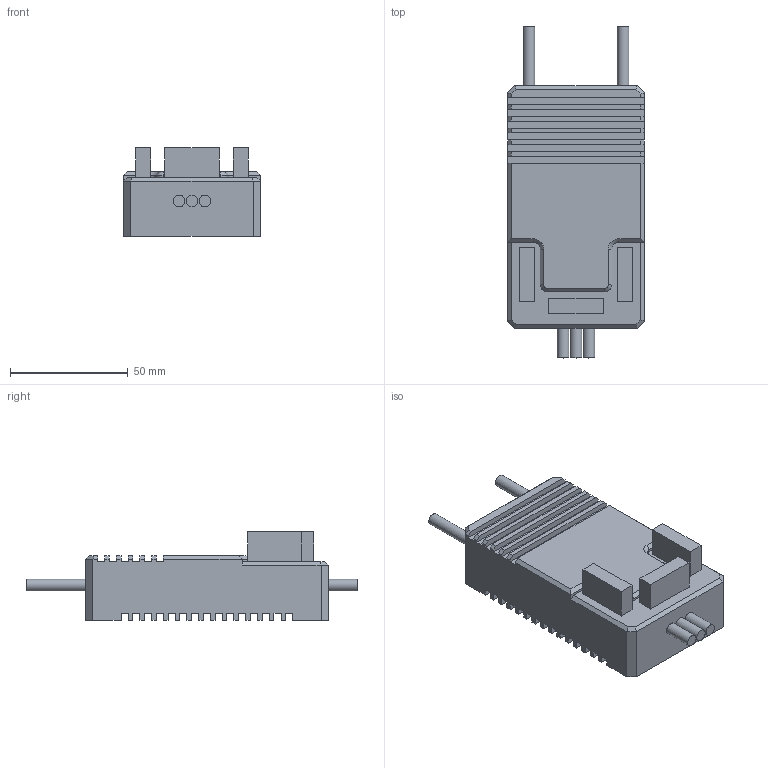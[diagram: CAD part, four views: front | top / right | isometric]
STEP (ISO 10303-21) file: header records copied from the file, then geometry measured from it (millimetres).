
FILE_DESCRIPTION(/* description */ ('STEP AP242','CAx-IF Rec.Pracs.---Representation and Presentation of Product Manufacturing Information (PMI)---4.0---2014-10-13','CAx-IF Rec.Pracs.---3D Tessellated Geometry---0.4---2014-09-14','2;1'),/* implementation_level */ '2;1');
FILE_NAME(/* name */ '684e494a837ba663e03927e5',/* time_stamp */ '2025-06-15T04:17:15Z',/* author */ (''),/* organization */ (''),/* preprocessor_version */ 'ST-DEVELOPER v20',/* originating_system */ 'ONSHAPE BY PTC INC, 1.199',/* authorisation */ ' ');
FILE_SCHEMA (('AP242_MANAGED_MODEL_BASED_3D_ENGINEERING_MIM_LF { 1 0 10303 442 1 1 4 }'));
Length unit declared in the file: metre
Products named in the file (1): Part 1
Bounding box: 58 x 141.1 x 37.7 mm (x, y, z)
Volume: 156393.8 mm3; surface area: 30836.4 mm2
Topology: 1 solids, 1 shells, 184 faces, 480 edges, 314 vertices
Faces by surface type: plane 155, cylinder 21, cone 8
Full cylindrical faces by diameter (mm): 1.6 x4, 2.5 x4, 4.4 x4, 5 x5
Entity records: 5586 total; most frequent: CARTESIAN_POINT 946, ORIENTED_EDGE 902, DIRECTION 867, EDGE_CURVE 451, LINE 405, VECTOR 405, VERTEX_POINT 310, AXIS2_PLACEMENT_3D 231
